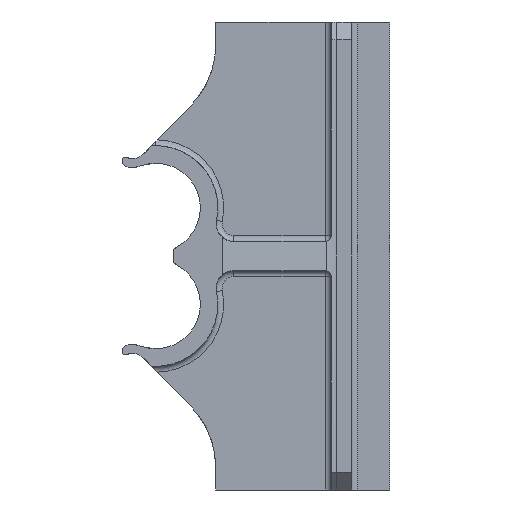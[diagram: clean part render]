
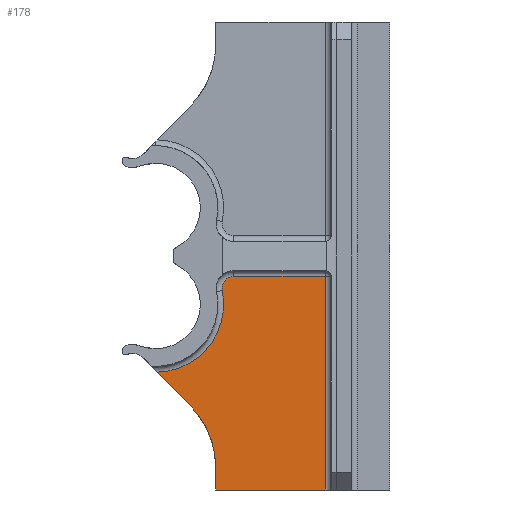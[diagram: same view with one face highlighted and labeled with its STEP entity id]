
A CAD part, front view. The second image highlights one B-rep face of the part: STEP entity #178.
In plain terms, the highlighted planar face has unit normal (0, -1, 0).
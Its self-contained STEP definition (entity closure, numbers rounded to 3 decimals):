
#8 = FACE_OUTER_BOUND ( 'NONE', #1365, .T. ) ;
#178 = ADVANCED_FACE ( 'NONE', ( #8 ), #352, .F. ) ;
#250 = ORIENTED_EDGE ( 'NONE', *, *, #1699, .T. ) ;
#334 = DIRECTION ( 'NONE',  ( -1., 0., 0. ) ) ;
#352 = PLANE ( 'NONE',  #3437 ) ;
#364 = LINE ( 'NONE', #2125, #3166 ) ;
#377 = CARTESIAN_POINT ( 'NONE',  ( 13.319, 0., -3.5 ) ) ;
#519 = DIRECTION ( 'NONE',  ( 0., 1., 0. ) ) ;
#555 = VERTEX_POINT ( 'NONE', #4333 ) ;
#576 = CARTESIAN_POINT ( 'NONE',  ( 0.233, 0., -19.848 ) ) ;
#638 = CARTESIAN_POINT ( 'NONE',  ( -3.967, 0., 19.15 ) ) ;
#835 = ORIENTED_EDGE ( 'NONE', *, *, #3799, .T. ) ;
#896 = ORIENTED_EDGE ( 'NONE', *, *, #2311, .F. ) ;
#962 = DIRECTION ( 'NONE',  ( 1., 0., 0. ) ) ;
#1089 = VECTOR ( 'NONE', #962, 1000. ) ;
#1165 = EDGE_CURVE ( 'NONE', #1948, #1195, #4301, .T. ) ;
#1195 = VERTEX_POINT ( 'NONE', #576 ) ;
#1268 = LINE ( 'NONE', #3009, #3297 ) ;
#1296 = LINE ( 'NONE', #4339, #3023 ) ;
#1365 = EDGE_LOOP ( 'NONE', ( #896, #3913, #4282, #4180, #1572, #3658, #835, #250 ) ) ;
#1397 = DIRECTION ( 'NONE',  ( 0., 0., 1. ) ) ;
#1421 = VERTEX_POINT ( 'NONE', #377 ) ;
#1454 = AXIS2_PLACEMENT_3D ( 'NONE', #3646, #1618, #3333 ) ;
#1572 = ORIENTED_EDGE ( 'NONE', *, *, #2972, .F. ) ;
#1618 = DIRECTION ( 'NONE',  ( 0., -1., 0. ) ) ;
#1643 = DIRECTION ( 'NONE',  ( 0., 0., 1. ) ) ;
#1699 = EDGE_CURVE ( 'NONE', #2162, #1421, #4356, .T. ) ;
#1700 = CARTESIAN_POINT ( 'NONE',  ( -3.967, 0., -3.5 ) ) ;
#1745 = CARTESIAN_POINT ( 'NONE',  ( 5.927, 0., -25.619 ) ) ;
#1814 = DIRECTION ( 'NONE',  ( 0., 0., 1. ) ) ;
#1906 = CARTESIAN_POINT ( 'NONE',  ( 11.36, 0., -5.904 ) ) ;
#1948 = VERTEX_POINT ( 'NONE', #1906 ) ;
#2053 = LINE ( 'NONE', #4022, #1089 ) ;
#2125 = CARTESIAN_POINT ( 'NONE',  ( 28.97, 0., -2.5 ) ) ;
#2144 = CARTESIAN_POINT ( 'NONE',  ( 13.319, 0., -5.5 ) ) ;
#2162 = VERTEX_POINT ( 'NONE', #3699 ) ;
#2311 = EDGE_CURVE ( 'NONE', #1948, #1421, #3306, .T. ) ;
#2723 = DIRECTION ( 'NONE',  ( 0., 1., 0. ) ) ;
#2792 = VERTEX_POINT ( 'NONE', #3608 ) ;
#2859 = DIRECTION ( 'NONE',  ( 0., 0., 1. ) ) ;
#2908 = EDGE_CURVE ( 'NONE', #2792, #3430, #2053, .T. ) ;
#2956 = AXIS2_PLACEMENT_3D ( 'NONE', #2144, #519, #1814 ) ;
#2972 = EDGE_CURVE ( 'NONE', #2792, #555, #1268, .T. ) ;
#3009 = CARTESIAN_POINT ( 'NONE',  ( 10.25, 0., -40. ) ) ;
#3023 = VECTOR ( 'NONE', #3254, 1000. ) ;
#3166 = VECTOR ( 'NONE', #1397, 1000. ) ;
#3254 = DIRECTION ( 'NONE',  ( 0.702, 0., -0.712 ) ) ;
#3264 = EDGE_CURVE ( 'NONE', #555, #4213, #4032, .T. ) ;
#3297 = VECTOR ( 'NONE', #3341, 1000. ) ;
#3306 = CIRCLE ( 'NONE', #2956, 2. ) ;
#3333 = DIRECTION ( 'NONE',  ( 0., 0., -1. ) ) ;
#3341 = DIRECTION ( 'NONE',  ( 0., 0., 1. ) ) ;
#3430 = VERTEX_POINT ( 'NONE', #3488 ) ;
#3437 = AXIS2_PLACEMENT_3D ( 'NONE', #638, #2723, #1643 ) ;
#3488 = CARTESIAN_POINT ( 'NONE',  ( 28.97, 0., -40. ) ) ;
#3544 = DIRECTION ( 'NONE',  ( 0., 1., 0. ) ) ;
#3608 = CARTESIAN_POINT ( 'NONE',  ( 10.25, 0., -40. ) ) ;
#3646 = CARTESIAN_POINT ( 'NONE',  ( -4.75, 0., -36.154 ) ) ;
#3658 = ORIENTED_EDGE ( 'NONE', *, *, #2908, .T. ) ;
#3699 = CARTESIAN_POINT ( 'NONE',  ( 28.97, 0., -3.5 ) ) ;
#3738 = VECTOR ( 'NONE', #334, 1000. ) ;
#3799 = EDGE_CURVE ( 'NONE', #3430, #2162, #364, .T. ) ;
#3894 = CARTESIAN_POINT ( 'NONE',  ( 0., 0., -8.25 ) ) ;
#3913 = ORIENTED_EDGE ( 'NONE', *, *, #1165, .T. ) ;
#4022 = CARTESIAN_POINT ( 'NONE',  ( 10.25, 0., -40. ) ) ;
#4032 = CIRCLE ( 'NONE', #1454, 15. ) ;
#4102 = EDGE_CURVE ( 'NONE', #1195, #4213, #1296, .T. ) ;
#4180 = ORIENTED_EDGE ( 'NONE', *, *, #3264, .F. ) ;
#4213 = VERTEX_POINT ( 'NONE', #1745 ) ;
#4282 = ORIENTED_EDGE ( 'NONE', *, *, #4102, .T. ) ;
#4301 = CIRCLE ( 'NONE', #4376, 11.6 ) ;
#4333 = CARTESIAN_POINT ( 'NONE',  ( 10.25, 0., -36.154 ) ) ;
#4339 = CARTESIAN_POINT ( 'NONE',  ( 10.25, 0., -30. ) ) ;
#4356 = LINE ( 'NONE', #1700, #3738 ) ;
#4376 = AXIS2_PLACEMENT_3D ( 'NONE', #3894, #3544, #2859 ) ;
